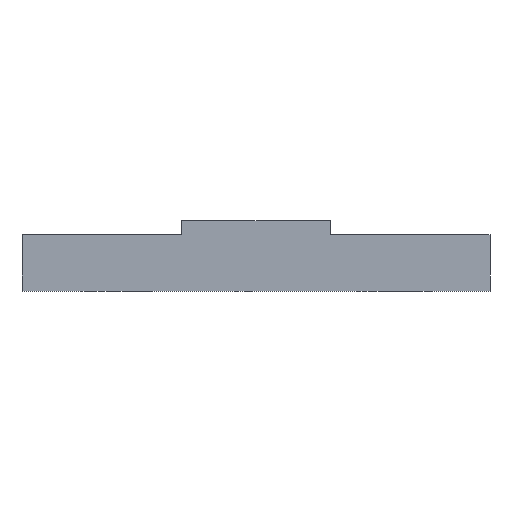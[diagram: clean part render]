
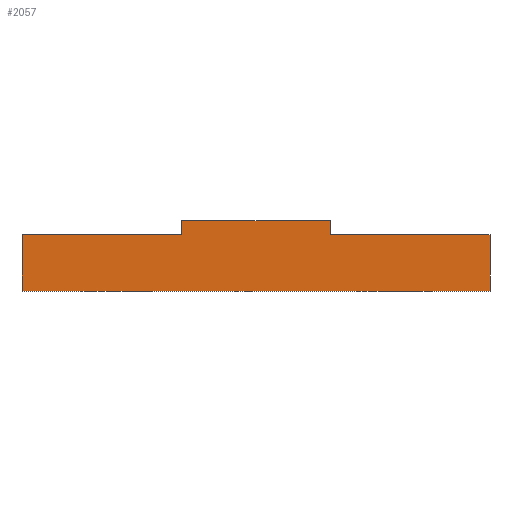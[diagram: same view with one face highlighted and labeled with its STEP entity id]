
A CAD part, front view. The second image highlights one B-rep face of the part: STEP entity #2057.
In plain terms, the highlighted planar face has unit normal (0, -1, 0).
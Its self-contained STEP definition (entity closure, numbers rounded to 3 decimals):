
#96 = EDGE_CURVE ( 'NONE', #2455, #2339, #2346, .T. ) ;
#158 = ORIENTED_EDGE ( 'NONE', *, *, #4004, .F. ) ;
#179 = FACE_OUTER_BOUND ( 'NONE', #2143, .T. ) ;
#306 = LINE ( 'NONE', #4355, #3982 ) ;
#343 = EDGE_CURVE ( 'NONE', #3205, #3443, #2862, .T. ) ;
#522 = EDGE_CURVE ( 'NONE', #4056, #3443, #306, .T. ) ;
#593 = ORIENTED_EDGE ( 'NONE', *, *, #343, .T. ) ;
#710 = CARTESIAN_POINT ( 'NONE',  ( 0., -13., 1. ) ) ;
#754 = VECTOR ( 'NONE', #4127, 1000. ) ;
#971 = ORIENTED_EDGE ( 'NONE', *, *, #3006, .T. ) ;
#1090 = EDGE_CURVE ( 'NONE', #4159, #2616, #3349, .T. ) ;
#1102 = ORIENTED_EDGE ( 'NONE', *, *, #1090, .F. ) ;
#1139 = AXIS2_PLACEMENT_3D ( 'NONE', #1905, #1651, #2697 ) ;
#1443 = CARTESIAN_POINT ( 'NONE',  ( 11., -13., 1. ) ) ;
#1651 = DIRECTION ( 'NONE',  ( 0., 1., 0. ) ) ;
#1686 = CARTESIAN_POINT ( 'NONE',  ( 11., -13., 1. ) ) ;
#1693 = LINE ( 'NONE', #3594, #4005 ) ;
#1885 = EDGE_CURVE ( 'NONE', #2616, #3403, #1930, .T. ) ;
#1900 = DIRECTION ( 'NONE',  ( 1., 0., 0. ) ) ;
#1905 = CARTESIAN_POINT ( 'NONE',  ( 0., -13., 1. ) ) ;
#1913 = DIRECTION ( 'NONE',  ( 1., 0., 0. ) ) ;
#1930 = LINE ( 'NONE', #710, #2606 ) ;
#2042 = DIRECTION ( 'NONE',  ( 0., 0., -1. ) ) ;
#2048 = ORIENTED_EDGE ( 'NONE', *, *, #1885, .F. ) ;
#2057 = ADVANCED_FACE ( 'NONE', ( #179 ), #4060, .F. ) ;
#2139 = CARTESIAN_POINT ( 'NONE',  ( 11., -13., -1.65 ) ) ;
#2143 = EDGE_LOOP ( 'NONE', ( #2048, #1102, #3537, #593, #4041, #971, #4378, #158 ) ) ;
#2255 = VECTOR ( 'NONE', #1900, 1000. ) ;
#2324 = CARTESIAN_POINT ( 'NONE',  ( 3.5, -13., 1.65 ) ) ;
#2339 = VERTEX_POINT ( 'NONE', #2139 ) ;
#2346 = LINE ( 'NONE', #2699, #2520 ) ;
#2404 = VECTOR ( 'NONE', #2042, 1000. ) ;
#2455 = VERTEX_POINT ( 'NONE', #4365 ) ;
#2520 = VECTOR ( 'NONE', #3446, 1000. ) ;
#2606 = VECTOR ( 'NONE', #1913, 1000. ) ;
#2616 = VERTEX_POINT ( 'NONE', #2631 ) ;
#2631 = CARTESIAN_POINT ( 'NONE',  ( 3.5, -13., 1. ) ) ;
#2663 = CARTESIAN_POINT ( 'NONE',  ( -11., -13., 1. ) ) ;
#2678 = CARTESIAN_POINT ( 'NONE',  ( -3.5, -13., 1.65 ) ) ;
#2684 = CARTESIAN_POINT ( 'NONE',  ( 3.5, -13., 1.65 ) ) ;
#2697 = DIRECTION ( 'NONE',  ( 0., 0., 1. ) ) ;
#2699 = CARTESIAN_POINT ( 'NONE',  ( 0., -13., -1.65 ) ) ;
#2862 = LINE ( 'NONE', #3830, #2404 ) ;
#2991 = LINE ( 'NONE', #1443, #3223 ) ;
#3006 = EDGE_CURVE ( 'NONE', #4056, #2455, #1693, .T. ) ;
#3194 = CARTESIAN_POINT ( 'NONE',  ( -3.5, -13., 1. ) ) ;
#3205 = VERTEX_POINT ( 'NONE', #4478 ) ;
#3223 = VECTOR ( 'NONE', #4333, 1000. ) ;
#3294 = DIRECTION ( 'NONE',  ( 1., 0., 0. ) ) ;
#3349 = LINE ( 'NONE', #2684, #754 ) ;
#3376 = LINE ( 'NONE', #2678, #2255 ) ;
#3403 = VERTEX_POINT ( 'NONE', #1686 ) ;
#3443 = VERTEX_POINT ( 'NONE', #3194 ) ;
#3446 = DIRECTION ( 'NONE',  ( 1., 0., 0. ) ) ;
#3537 = ORIENTED_EDGE ( 'NONE', *, *, #4093, .F. ) ;
#3594 = CARTESIAN_POINT ( 'NONE',  ( -11., -13., 1. ) ) ;
#3614 = DIRECTION ( 'NONE',  ( 0., 0., -1. ) ) ;
#3830 = CARTESIAN_POINT ( 'NONE',  ( -3.5, -13., 1.65 ) ) ;
#3982 = VECTOR ( 'NONE', #3294, 1000. ) ;
#4004 = EDGE_CURVE ( 'NONE', #3403, #2339, #2991, .T. ) ;
#4005 = VECTOR ( 'NONE', #3614, 1000. ) ;
#4041 = ORIENTED_EDGE ( 'NONE', *, *, #522, .F. ) ;
#4056 = VERTEX_POINT ( 'NONE', #2663 ) ;
#4060 = PLANE ( 'NONE',  #1139 ) ;
#4093 = EDGE_CURVE ( 'NONE', #3205, #4159, #3376, .T. ) ;
#4127 = DIRECTION ( 'NONE',  ( 0., 0., -1. ) ) ;
#4159 = VERTEX_POINT ( 'NONE', #2324 ) ;
#4333 = DIRECTION ( 'NONE',  ( 0., 0., -1. ) ) ;
#4355 = CARTESIAN_POINT ( 'NONE',  ( 0., -13., 1. ) ) ;
#4365 = CARTESIAN_POINT ( 'NONE',  ( -11., -13., -1.65 ) ) ;
#4378 = ORIENTED_EDGE ( 'NONE', *, *, #96, .T. ) ;
#4478 = CARTESIAN_POINT ( 'NONE',  ( -3.5, -13., 1.65 ) ) ;
